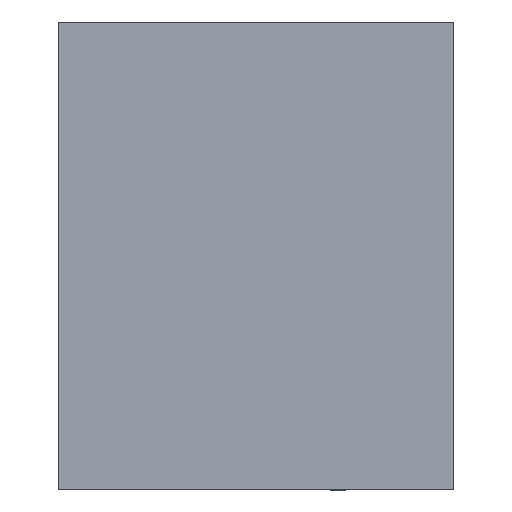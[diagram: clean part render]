
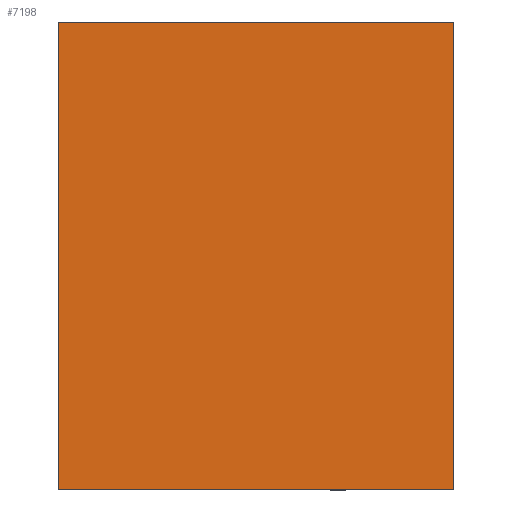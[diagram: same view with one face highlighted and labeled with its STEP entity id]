
A CAD part, top view. The second image highlights one B-rep face of the part: STEP entity #7198.
In plain terms, the highlighted planar face has unit normal (0, 0, 1).
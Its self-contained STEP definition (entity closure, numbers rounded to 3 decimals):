
#860=ORIENTED_EDGE('',*,*,#2143,.T.);
#861=ORIENTED_EDGE('',*,*,#2144,.F.);
#862=ORIENTED_EDGE('',*,*,#2145,.F.);
#863=ORIENTED_EDGE('',*,*,#2146,.T.);
#2143=EDGE_CURVE('',#2794,#2795,#3395,.T.);
#2144=EDGE_CURVE('',#2796,#2795,#3396,.T.);
#2145=EDGE_CURVE('',#2797,#2796,#3397,.T.);
#2146=EDGE_CURVE('',#2797,#2794,#3398,.T.);
#2794=VERTEX_POINT('',#9960);
#2795=VERTEX_POINT('',#9961);
#2796=VERTEX_POINT('',#9963);
#2797=VERTEX_POINT('',#9965);
#3395=LINE('',#9959,#4087);
#3396=LINE('',#9962,#4088);
#3397=LINE('',#9964,#4089);
#3398=LINE('',#9966,#4090);
#4087=VECTOR('',#8378,1000.);
#4088=VECTOR('',#8379,1000.);
#4089=VECTOR('',#8380,1000.);
#4090=VECTOR('',#8381,1000.);
#4509=EDGE_LOOP('',(#860,#861,#862,#863));
#4801=FACE_BOUND('',#4509,.T.);
#5077=PLANE('',#7491);
#7198=ADVANCED_FACE('',(#4801),#5077,.F.);
#7491=AXIS2_PLACEMENT_3D('',#9958,#8376,#8377);
#8376=DIRECTION('',(0.,0.,-1.));
#8377=DIRECTION('',(0.,1.,0.));
#8378=DIRECTION('',(0.,1.,0.));
#8379=DIRECTION('',(1.,0.,0.));
#8380=DIRECTION('',(0.,1.,0.));
#8381=DIRECTION('',(1.,0.,0.));
#9958=CARTESIAN_POINT('',(-3.25,-2.75,5.055));
#9959=CARTESIAN_POINT('',(3.25,-2.75,5.055));
#9960=CARTESIAN_POINT('',(3.25,-2.75,5.055));
#9961=CARTESIAN_POINT('',(3.25,2.75,5.055));
#9962=CARTESIAN_POINT('',(-3.25,2.75,5.055));
#9963=CARTESIAN_POINT('',(-3.25,2.75,5.055));
#9964=CARTESIAN_POINT('',(-3.25,-2.75,5.055));
#9965=CARTESIAN_POINT('',(-3.25,-2.75,5.055));
#9966=CARTESIAN_POINT('',(-3.25,-2.75,5.055));
